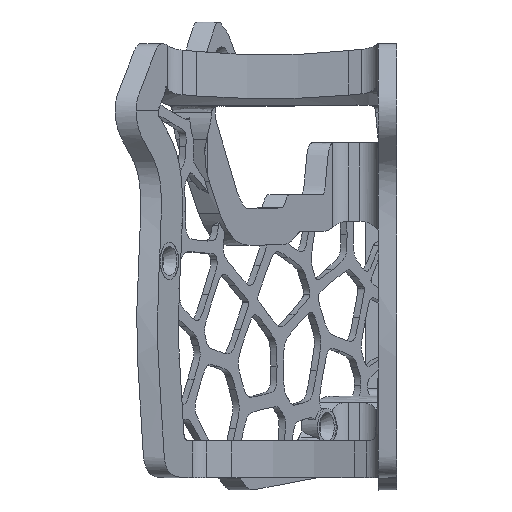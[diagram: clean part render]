
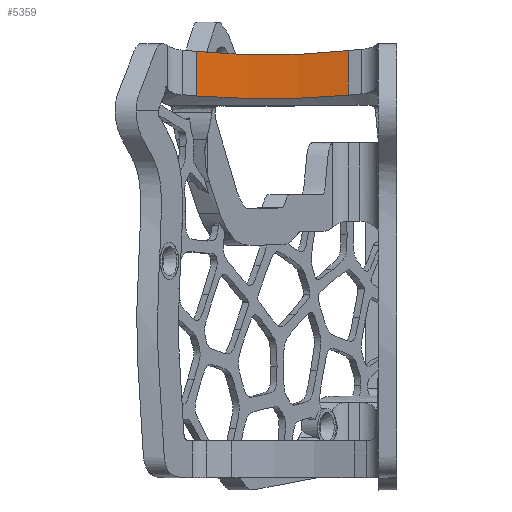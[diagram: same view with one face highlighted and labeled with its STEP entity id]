
A CAD part, left-side view. The second image highlights one B-rep face of the part: STEP entity #5359.
In plain terms, the highlighted cylindrical face has radius 129.14 mm (diameter 258.28 mm), a partial arc.
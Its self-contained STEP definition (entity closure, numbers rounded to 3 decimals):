
#49=CYLINDRICAL_SURFACE('',#5551,129.14);
#484=FACE_OUTER_BOUND('',#774,.T.);
#774=EDGE_LOOP('',(#4697,#4698,#4699,#4700));
#1316=LINE('',#12565,#1634);
#1317=LINE('',#12567,#1635);
#1634=VECTOR('',#6110,10.);
#1635=VECTOR('',#6113,10.);
#1798=B_SPLINE_CURVE_WITH_KNOTS('',3,(#10019,#10020,#10021,#10022,#10023,
#10024),.UNSPECIFIED.,.F.,.F.,(4,2,4),(-4.146,-2.031,
0.),.UNSPECIFIED.);
#1889=B_SPLINE_CURVE_WITH_KNOTS('',3,(#12256,#12257,#12258,#12259,#12260,
#12261,#12262,#12263,#12264,#12265,#12266,#12267),.UNSPECIFIED.,.F.,.F.,
(4,2,2,2,2,4),(-4.13,-3.447,-2.816,-1.955,
-1.107,-0.006),.UNSPECIFIED.);
#2300=VERTEX_POINT('',#10010);
#2301=VERTEX_POINT('',#10018);
#2425=VERTEX_POINT('',#12250);
#2426=VERTEX_POINT('',#12255);
#3010=EDGE_CURVE('',#2300,#2301,#1798,.T.);
#3193=EDGE_CURVE('',#2425,#2426,#1889,.T.);
#3254=EDGE_CURVE('',#2426,#2300,#1316,.T.);
#3255=EDGE_CURVE('',#2425,#2301,#1317,.T.);
#4697=ORIENTED_EDGE('',*,*,#3010,.F.);
#4698=ORIENTED_EDGE('',*,*,#3254,.F.);
#4699=ORIENTED_EDGE('',*,*,#3193,.F.);
#4700=ORIENTED_EDGE('',*,*,#3255,.T.);
#5359=ADVANCED_FACE('',(#484),#49,.F.);
#5551=AXIS2_PLACEMENT_3D('',#12566,#6111,#6112);
#6110=DIRECTION('',(0.,0.,1.));
#6111=DIRECTION('center_axis',(0.,0.,1.));
#6112=DIRECTION('ref_axis',(0.986,-0.168,0.));
#6113=DIRECTION('',(0.,0.,1.));
#10010=CARTESIAN_POINT('',(-77.558,54.2,48.744));
#10018=CARTESIAN_POINT('',(-77.949,13.124,48.988));
#10019=CARTESIAN_POINT('Ctrl Pts',(-77.558,54.2,48.744));
#10020=CARTESIAN_POINT('Ctrl Pts',(-76.508,47.26,48.075));
#10021=CARTESIAN_POINT('Ctrl Pts',(-76.024,40.314,47.693));
#10022=CARTESIAN_POINT('Ctrl Pts',(-76.201,26.428,47.822));
#10023=CARTESIAN_POINT('Ctrl Pts',(-76.815,19.762,48.295));
#10024=CARTESIAN_POINT('Ctrl Pts',(-77.949,13.124,48.988));
#12250=CARTESIAN_POINT('',(-77.949,13.124,36.907));
#12255=CARTESIAN_POINT('',(-77.558,54.2,36.689));
#12256=CARTESIAN_POINT('Ctrl Pts',(-77.949,13.124,36.907));
#12257=CARTESIAN_POINT('Ctrl Pts',(-77.567,15.359,36.69));
#12258=CARTESIAN_POINT('Ctrl Pts',(-77.243,17.61,36.517));
#12259=CARTESIAN_POINT('Ctrl Pts',(-76.735,21.956,36.255));
#12260=CARTESIAN_POINT('Ctrl Pts',(-76.541,24.053,36.16));
#12261=CARTESIAN_POINT('Ctrl Pts',(-76.205,29.017,35.998));
#12262=CARTESIAN_POINT('Ctrl Pts',(-76.107,31.894,35.952));
#12263=CARTESIAN_POINT('Ctrl Pts',(-76.102,37.597,35.95));
#12264=CARTESIAN_POINT('Ctrl Pts',(-76.193,40.432,35.992));
#12265=CARTESIAN_POINT('Ctrl Pts',(-76.615,46.92,36.195));
#12266=CARTESIAN_POINT('Ctrl Pts',(-77.011,50.581,36.389));
#12267=CARTESIAN_POINT('Ctrl Pts',(-77.558,54.2,36.689));
#12565=CARTESIAN_POINT('',(-77.558,54.2,0.));
#12566=CARTESIAN_POINT('Origin',(-205.244,34.876,0.));
#12567=CARTESIAN_POINT('',(-77.949,13.124,0.));
